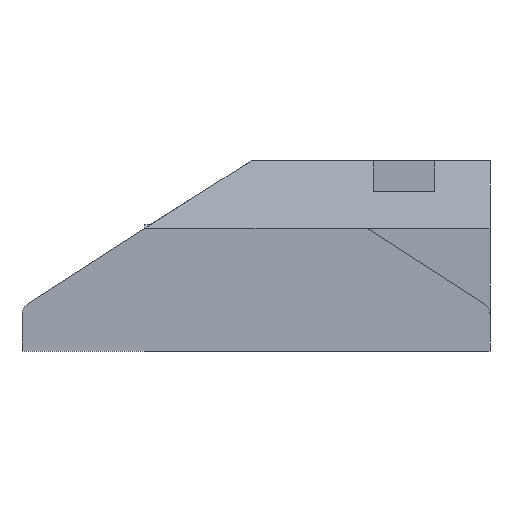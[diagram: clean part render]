
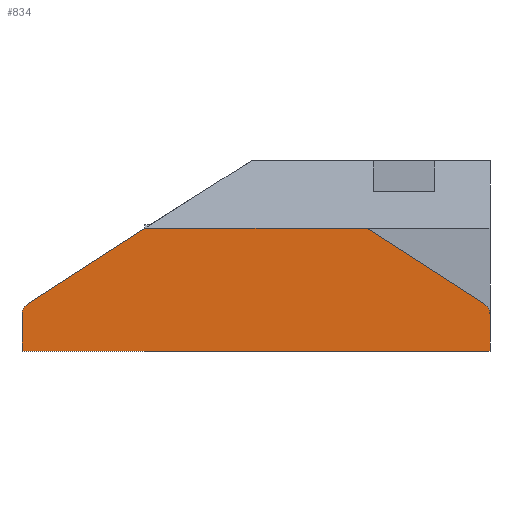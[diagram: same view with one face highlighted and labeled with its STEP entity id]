
A CAD part, front view. The second image highlights one B-rep face of the part: STEP entity #834.
In plain terms, the highlighted planar face has unit normal (0, -1, 0).
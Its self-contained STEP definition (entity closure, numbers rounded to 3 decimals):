
#32 = PLANE('',#33);
#33 = AXIS2_PLACEMENT_3D('',#34,#35,#36);
#34 = CARTESIAN_POINT('',(-28.1,0.,10.));
#35 = DIRECTION('',(0.542,0.,-0.84));
#36 = DIRECTION('',(-0.84,0.,-0.542));
#136 = VERTEX_POINT('',#137);
#137 = CARTESIAN_POINT('',(-28.1,-62.,10.));
#151 = PLANE('',#152);
#152 = AXIS2_PLACEMENT_3D('',#153,#154,#155);
#153 = CARTESIAN_POINT('',(-28.1,0.,10.));
#154 = DIRECTION('',(0.,0.,1.));
#155 = DIRECTION('',(1.,0.,0.));
#163 = EDGE_CURVE('',#136,#164,#166,.T.);
#164 = VERTEX_POINT('',#165);
#165 = CARTESIAN_POINT('',(-37.642,-62.,3.84));
#166 = SURFACE_CURVE('',#167,(#171,#178),.PCURVE_S1.);
#167 = LINE('',#168,#169);
#168 = CARTESIAN_POINT('',(-28.1,-62.,10.));
#169 = VECTOR('',#170,1.);
#170 = DIRECTION('',(-0.84,0.,-0.542));
#171 = PCURVE('',#32,#172);
#172 = DEFINITIONAL_REPRESENTATION('',(#173),#177);
#173 = LINE('',#174,#175);
#174 = CARTESIAN_POINT('',(0.,-62.));
#175 = VECTOR('',#176,1.);
#176 = DIRECTION('',(1.,0.));
#177 = ( GEOMETRIC_REPRESENTATION_CONTEXT(2) 
PARAMETRIC_REPRESENTATION_CONTEXT() REPRESENTATION_CONTEXT('2D SPACE',''
  ) );
#178 = PCURVE('',#179,#184);
#179 = PLANE('',#180);
#180 = AXIS2_PLACEMENT_3D('',#181,#182,#183);
#181 = CARTESIAN_POINT('',(-19.05,-62.,4.074));
#182 = DIRECTION('',(0.,-1.,0.));
#183 = DIRECTION('',(0.,0.,-1.));
#184 = DEFINITIONAL_REPRESENTATION('',(#185),#189);
#185 = LINE('',#186,#187);
#186 = CARTESIAN_POINT('',(-5.926,-9.05));
#187 = VECTOR('',#188,1.);
#188 = DIRECTION('',(0.542,-0.84));
#189 = ( GEOMETRIC_REPRESENTATION_CONTEXT(2) 
PARAMETRIC_REPRESENTATION_CONTEXT() REPRESENTATION_CONTEXT('2D SPACE',''
  ) );
#207 = CYLINDRICAL_SURFACE('',#208,1.);
#208 = AXIS2_PLACEMENT_3D('',#209,#210,#211);
#209 = CARTESIAN_POINT('',(-37.1,0.,3.));
#210 = DIRECTION('',(0.,1.,0.));
#211 = DIRECTION('',(1.,0.,0.));
#542 = EDGE_CURVE('',#136,#543,#545,.T.);
#543 = VERTEX_POINT('',#544);
#544 = CARTESIAN_POINT('',(-10.,-62.,10.));
#545 = SURFACE_CURVE('',#546,(#550,#557),.PCURVE_S1.);
#546 = LINE('',#547,#548);
#547 = CARTESIAN_POINT('',(-28.1,-62.,10.));
#548 = VECTOR('',#549,1.);
#549 = DIRECTION('',(1.,0.,0.));
#550 = PCURVE('',#151,#551);
#551 = DEFINITIONAL_REPRESENTATION('',(#552),#556);
#552 = LINE('',#553,#554);
#553 = CARTESIAN_POINT('',(0.,-62.));
#554 = VECTOR('',#555,1.);
#555 = DIRECTION('',(1.,0.));
#556 = ( GEOMETRIC_REPRESENTATION_CONTEXT(2) 
PARAMETRIC_REPRESENTATION_CONTEXT() REPRESENTATION_CONTEXT('2D SPACE',''
  ) );
#557 = PCURVE('',#179,#558);
#558 = DEFINITIONAL_REPRESENTATION('',(#559),#563);
#559 = LINE('',#560,#561);
#560 = CARTESIAN_POINT('',(-5.926,-9.05));
#561 = VECTOR('',#562,1.);
#562 = DIRECTION('',(0.,1.));
#563 = ( GEOMETRIC_REPRESENTATION_CONTEXT(2) 
PARAMETRIC_REPRESENTATION_CONTEXT() REPRESENTATION_CONTEXT('2D SPACE',''
  ) );
#579 = PLANE('',#580);
#580 = AXIS2_PLACEMENT_3D('',#581,#582,#583);
#581 = CARTESIAN_POINT('',(-10.,0.,10.));
#582 = DIRECTION('',(0.542,0.,0.84));
#583 = DIRECTION('',(0.84,0.,-0.542));
#626 = EDGE_CURVE('',#164,#627,#629,.T.);
#627 = VERTEX_POINT('',#628);
#628 = CARTESIAN_POINT('',(-38.1,-62.,3.));
#629 = SURFACE_CURVE('',#630,(#635,#642),.PCURVE_S1.);
#630 = CIRCLE('',#631,1.);
#631 = AXIS2_PLACEMENT_3D('',#632,#633,#634);
#632 = CARTESIAN_POINT('',(-37.1,-62.,3.));
#633 = DIRECTION('',(0.,-1.,0.));
#634 = DIRECTION('',(1.,0.,0.));
#635 = PCURVE('',#207,#636);
#636 = DEFINITIONAL_REPRESENTATION('',(#637),#641);
#637 = LINE('',#638,#639);
#638 = CARTESIAN_POINT('',(-0.,-62.));
#639 = VECTOR('',#640,1.);
#640 = DIRECTION('',(-1.,0.));
#641 = ( GEOMETRIC_REPRESENTATION_CONTEXT(2) 
PARAMETRIC_REPRESENTATION_CONTEXT() REPRESENTATION_CONTEXT('2D SPACE',''
  ) );
#642 = PCURVE('',#179,#643);
#643 = DEFINITIONAL_REPRESENTATION('',(#644),#648);
#644 = CIRCLE('',#645,1.);
#645 = AXIS2_PLACEMENT_2D('',#646,#647);
#646 = CARTESIAN_POINT('',(1.074,-18.05));
#647 = DIRECTION('',(0.,1.));
#648 = ( GEOMETRIC_REPRESENTATION_CONTEXT(2) 
PARAMETRIC_REPRESENTATION_CONTEXT() REPRESENTATION_CONTEXT('2D SPACE',''
  ) );
#666 = PLANE('',#667);
#667 = AXIS2_PLACEMENT_3D('',#668,#669,#670);
#668 = CARTESIAN_POINT('',(-38.1,0.,3.));
#669 = DIRECTION('',(1.,0.,0.));
#670 = DIRECTION('',(0.,0.,-1.));
#744 = PLANE('',#745);
#745 = AXIS2_PLACEMENT_3D('',#746,#747,#748);
#746 = CARTESIAN_POINT('',(-38.1,0.,0.));
#747 = DIRECTION('',(0.,0.,1.));
#748 = DIRECTION('',(1.,0.,0.));
#834 = ADVANCED_FACE('',(#835),#179,.T.);
#835 = FACE_BOUND('',#836,.T.);
#836 = EDGE_LOOP('',(#837,#838,#839,#862,#885,#913,#942,#963));
#837 = ORIENTED_EDGE('',*,*,#163,.T.);
#838 = ORIENTED_EDGE('',*,*,#626,.T.);
#839 = ORIENTED_EDGE('',*,*,#840,.T.);
#840 = EDGE_CURVE('',#627,#841,#843,.T.);
#841 = VERTEX_POINT('',#842);
#842 = CARTESIAN_POINT('',(-38.1,-62.,0.));
#843 = SURFACE_CURVE('',#844,(#848,#855),.PCURVE_S1.);
#844 = LINE('',#845,#846);
#845 = CARTESIAN_POINT('',(-38.1,-62.,3.));
#846 = VECTOR('',#847,1.);
#847 = DIRECTION('',(0.,0.,-1.));
#848 = PCURVE('',#179,#849);
#849 = DEFINITIONAL_REPRESENTATION('',(#850),#854);
#850 = LINE('',#851,#852);
#851 = CARTESIAN_POINT('',(1.074,-19.05));
#852 = VECTOR('',#853,1.);
#853 = DIRECTION('',(1.,0.));
#854 = ( GEOMETRIC_REPRESENTATION_CONTEXT(2) 
PARAMETRIC_REPRESENTATION_CONTEXT() REPRESENTATION_CONTEXT('2D SPACE',''
  ) );
#855 = PCURVE('',#666,#856);
#856 = DEFINITIONAL_REPRESENTATION('',(#857),#861);
#857 = LINE('',#858,#859);
#858 = CARTESIAN_POINT('',(0.,-62.));
#859 = VECTOR('',#860,1.);
#860 = DIRECTION('',(1.,0.));
#861 = ( GEOMETRIC_REPRESENTATION_CONTEXT(2) 
PARAMETRIC_REPRESENTATION_CONTEXT() REPRESENTATION_CONTEXT('2D SPACE',''
  ) );
#862 = ORIENTED_EDGE('',*,*,#863,.T.);
#863 = EDGE_CURVE('',#841,#864,#866,.T.);
#864 = VERTEX_POINT('',#865);
#865 = CARTESIAN_POINT('',(0.,-62.,0.));
#866 = SURFACE_CURVE('',#867,(#871,#878),.PCURVE_S1.);
#867 = LINE('',#868,#869);
#868 = CARTESIAN_POINT('',(-38.1,-62.,0.));
#869 = VECTOR('',#870,1.);
#870 = DIRECTION('',(1.,0.,0.));
#871 = PCURVE('',#179,#872);
#872 = DEFINITIONAL_REPRESENTATION('',(#873),#877);
#873 = LINE('',#874,#875);
#874 = CARTESIAN_POINT('',(4.074,-19.05));
#875 = VECTOR('',#876,1.);
#876 = DIRECTION('',(0.,1.));
#877 = ( GEOMETRIC_REPRESENTATION_CONTEXT(2) 
PARAMETRIC_REPRESENTATION_CONTEXT() REPRESENTATION_CONTEXT('2D SPACE',''
  ) );
#878 = PCURVE('',#744,#879);
#879 = DEFINITIONAL_REPRESENTATION('',(#880),#884);
#880 = LINE('',#881,#882);
#881 = CARTESIAN_POINT('',(0.,-62.));
#882 = VECTOR('',#883,1.);
#883 = DIRECTION('',(1.,0.));
#884 = ( GEOMETRIC_REPRESENTATION_CONTEXT(2) 
PARAMETRIC_REPRESENTATION_CONTEXT() REPRESENTATION_CONTEXT('2D SPACE',''
  ) );
#885 = ORIENTED_EDGE('',*,*,#886,.F.);
#886 = EDGE_CURVE('',#887,#864,#889,.T.);
#887 = VERTEX_POINT('',#888);
#888 = CARTESIAN_POINT('',(0.,-62.,3.));
#889 = SURFACE_CURVE('',#890,(#894,#901),.PCURVE_S1.);
#890 = LINE('',#891,#892);
#891 = CARTESIAN_POINT('',(0.,-62.,3.));
#892 = VECTOR('',#893,1.);
#893 = DIRECTION('',(0.,0.,-1.));
#894 = PCURVE('',#179,#895);
#895 = DEFINITIONAL_REPRESENTATION('',(#896),#900);
#896 = LINE('',#897,#898);
#897 = CARTESIAN_POINT('',(1.074,19.05));
#898 = VECTOR('',#899,1.);
#899 = DIRECTION('',(1.,0.));
#900 = ( GEOMETRIC_REPRESENTATION_CONTEXT(2) 
PARAMETRIC_REPRESENTATION_CONTEXT() REPRESENTATION_CONTEXT('2D SPACE',''
  ) );
#901 = PCURVE('',#902,#907);
#902 = PLANE('',#903);
#903 = AXIS2_PLACEMENT_3D('',#904,#905,#906);
#904 = CARTESIAN_POINT('',(0.,0.,3.));
#905 = DIRECTION('',(1.,0.,0.));
#906 = DIRECTION('',(0.,0.,-1.));
#907 = DEFINITIONAL_REPRESENTATION('',(#908),#912);
#908 = LINE('',#909,#910);
#909 = CARTESIAN_POINT('',(0.,-62.));
#910 = VECTOR('',#911,1.);
#911 = DIRECTION('',(1.,0.));
#912 = ( GEOMETRIC_REPRESENTATION_CONTEXT(2) 
PARAMETRIC_REPRESENTATION_CONTEXT() REPRESENTATION_CONTEXT('2D SPACE',''
  ) );
#913 = ORIENTED_EDGE('',*,*,#914,.T.);
#914 = EDGE_CURVE('',#887,#915,#917,.T.);
#915 = VERTEX_POINT('',#916);
#916 = CARTESIAN_POINT('',(-0.458,-62.,3.84));
#917 = SURFACE_CURVE('',#918,(#923,#930),.PCURVE_S1.);
#918 = CIRCLE('',#919,1.);
#919 = AXIS2_PLACEMENT_3D('',#920,#921,#922);
#920 = CARTESIAN_POINT('',(-1.,-62.,3.));
#921 = DIRECTION('',(0.,-1.,0.));
#922 = DIRECTION('',(1.,0.,0.));
#923 = PCURVE('',#179,#924);
#924 = DEFINITIONAL_REPRESENTATION('',(#925),#929);
#925 = CIRCLE('',#926,1.);
#926 = AXIS2_PLACEMENT_2D('',#927,#928);
#927 = CARTESIAN_POINT('',(1.074,18.05));
#928 = DIRECTION('',(0.,1.));
#929 = ( GEOMETRIC_REPRESENTATION_CONTEXT(2) 
PARAMETRIC_REPRESENTATION_CONTEXT() REPRESENTATION_CONTEXT('2D SPACE',''
  ) );
#930 = PCURVE('',#931,#936);
#931 = CYLINDRICAL_SURFACE('',#932,1.);
#932 = AXIS2_PLACEMENT_3D('',#933,#934,#935);
#933 = CARTESIAN_POINT('',(-1.,0.,3.));
#934 = DIRECTION('',(0.,1.,0.));
#935 = DIRECTION('',(1.,0.,0.));
#936 = DEFINITIONAL_REPRESENTATION('',(#937),#941);
#937 = LINE('',#938,#939);
#938 = CARTESIAN_POINT('',(-0.,-62.));
#939 = VECTOR('',#940,1.);
#940 = DIRECTION('',(-1.,0.));
#941 = ( GEOMETRIC_REPRESENTATION_CONTEXT(2) 
PARAMETRIC_REPRESENTATION_CONTEXT() REPRESENTATION_CONTEXT('2D SPACE',''
  ) );
#942 = ORIENTED_EDGE('',*,*,#943,.F.);
#943 = EDGE_CURVE('',#543,#915,#944,.T.);
#944 = SURFACE_CURVE('',#945,(#949,#956),.PCURVE_S1.);
#945 = LINE('',#946,#947);
#946 = CARTESIAN_POINT('',(-10.,-62.,10.));
#947 = VECTOR('',#948,1.);
#948 = DIRECTION('',(0.84,0.,-0.542));
#949 = PCURVE('',#179,#950);
#950 = DEFINITIONAL_REPRESENTATION('',(#951),#955);
#951 = LINE('',#952,#953);
#952 = CARTESIAN_POINT('',(-5.926,9.05));
#953 = VECTOR('',#954,1.);
#954 = DIRECTION('',(0.542,0.84));
#955 = ( GEOMETRIC_REPRESENTATION_CONTEXT(2) 
PARAMETRIC_REPRESENTATION_CONTEXT() REPRESENTATION_CONTEXT('2D SPACE',''
  ) );
#956 = PCURVE('',#579,#957);
#957 = DEFINITIONAL_REPRESENTATION('',(#958),#962);
#958 = LINE('',#959,#960);
#959 = CARTESIAN_POINT('',(0.,-62.));
#960 = VECTOR('',#961,1.);
#961 = DIRECTION('',(1.,0.));
#962 = ( GEOMETRIC_REPRESENTATION_CONTEXT(2) 
PARAMETRIC_REPRESENTATION_CONTEXT() REPRESENTATION_CONTEXT('2D SPACE',''
  ) );
#963 = ORIENTED_EDGE('',*,*,#542,.F.);
